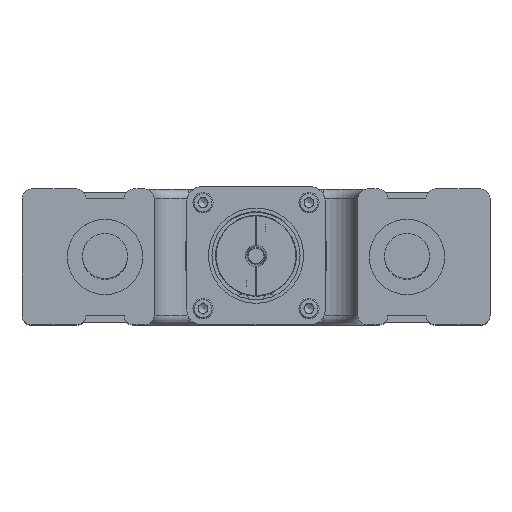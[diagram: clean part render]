
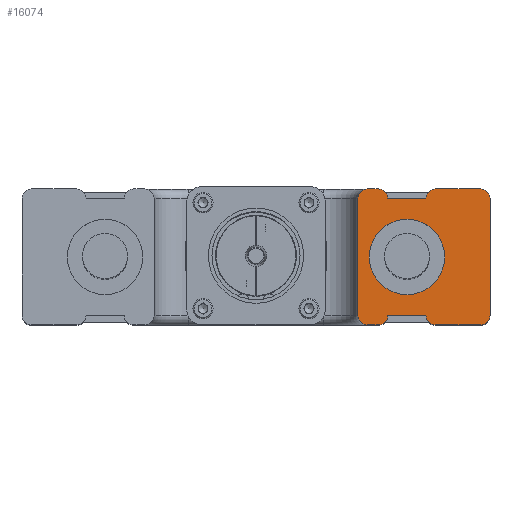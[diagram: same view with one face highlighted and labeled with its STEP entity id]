
A CAD part, top view. The second image highlights one B-rep face of the part: STEP entity #16074.
In plain terms, the highlighted planar face has unit normal (0, 0, 1).
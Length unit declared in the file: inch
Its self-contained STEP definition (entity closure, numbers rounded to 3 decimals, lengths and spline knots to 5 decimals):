
#53 = DIRECTION ( 'NONE',  ( 0., 0., 1. ) ) ;
#253 = AXIS2_PLACEMENT_3D ( 'NONE', #24687, #16576, #4395 ) ;
#273 = DIRECTION ( 'NONE',  ( 0., 0., 1. ) ) ;
#392 = AXIS2_PLACEMENT_3D ( 'NONE', #18228, #53, #8143 ) ;
#626 = CIRCLE ( 'NONE', #14191, 0.62485 ) ;
#644 = CARTESIAN_POINT ( 'NONE',  ( 3.715, -0.965, -8.505 ) ) ;
#722 = CARTESIAN_POINT ( 'NONE',  ( 3.715, 1.125, -8.505 ) ) ;
#795 = ORIENTED_EDGE ( 'NONE', *, *, #7934, .T. ) ;
#1144 = CARTESIAN_POINT ( 'NONE',  ( 2.185, 0.965, -8.505 ) ) ;
#1296 = DIRECTION ( 'NONE',  ( 0., 1., 0. ) ) ;
#1534 = DIRECTION ( 'NONE',  ( -1., 0., 0. ) ) ;
#1549 = VERTEX_POINT ( 'NONE', #19554 ) ;
#1789 = DIRECTION ( 'NONE',  ( 1., 0., 0. ) ) ;
#2456 = VERTEX_POINT ( 'NONE', #18887 ) ;
#2541 = FACE_BOUND ( 'NONE', #4005, .T. ) ;
#2603 = CARTESIAN_POINT ( 'NONE',  ( 2.815, 0.965, -8.505 ) ) ;
#2624 = VERTEX_POINT ( 'NONE', #5745 ) ;
#2823 = DIRECTION ( 'NONE',  ( 1., 0., 0. ) ) ;
#3065 = EDGE_CURVE ( 'NONE', #8379, #23844, #5108, .T. ) ;
#3397 = VERTEX_POINT ( 'NONE', #2603 ) ;
#3510 = ORIENTED_EDGE ( 'NONE', *, *, #21573, .T. ) ;
#3941 = EDGE_CURVE ( 'NONE', #25247, #5325, #6811, .T. ) ;
#4005 = EDGE_LOOP ( 'NONE', ( #11637 ) ) ;
#4053 = CARTESIAN_POINT ( 'NONE',  ( 2.815, -0.965, -8.505 ) ) ;
#4155 = CIRCLE ( 'NONE', #26223, 0.156 ) ;
#4395 = DIRECTION ( 'NONE',  ( -1., 0., 0. ) ) ;
#4592 = LINE ( 'NONE', #18651, #21432 ) ;
#4641 = VECTOR ( 'NONE', #1296, 39.37008 ) ;
#4927 = ORIENTED_EDGE ( 'NONE', *, *, #7566, .T. ) ;
#5108 = CIRCLE ( 'NONE', #5547, 0.16 ) ;
#5209 = ORIENTED_EDGE ( 'NONE', *, *, #3941, .F. ) ;
#5325 = VERTEX_POINT ( 'NONE', #722 ) ;
#5547 = AXIS2_PLACEMENT_3D ( 'NONE', #644, #8602, #10329 ) ;
#5738 = ORIENTED_EDGE ( 'NONE', *, *, #13928, .T. ) ;
#5745 = CARTESIAN_POINT ( 'NONE',  ( 2.185, -0.965, -8.505 ) ) ;
#5973 = CARTESIAN_POINT ( 'NONE',  ( 2.975, -0.965, -8.505 ) ) ;
#6041 = LINE ( 'NONE', #9887, #24079 ) ;
#6196 = ORIENTED_EDGE ( 'NONE', *, *, #11314, .F. ) ;
#6255 = DIRECTION ( 'NONE',  ( -1., 0., 0. ) ) ;
#6339 = CIRCLE ( 'NONE', #392, 0.16 ) ;
#6403 = DIRECTION ( 'NONE',  ( -1., 0., 0. ) ) ;
#6619 = LINE ( 'NONE', #12704, #16397 ) ;
#6631 = EDGE_CURVE ( 'NONE', #12040, #16719, #6619, .T. ) ;
#6811 = LINE ( 'NONE', #25143, #23283 ) ;
#7566 = EDGE_CURVE ( 'NONE', #12040, #19749, #4155, .T. ) ;
#7656 = CARTESIAN_POINT ( 'NONE',  ( 2.5, 0., -8.505 ) ) ;
#7732 = DIRECTION ( 'NONE',  ( -1., 0., 0. ) ) ;
#7884 = CARTESIAN_POINT ( 'NONE',  ( 2.975, 1.125, -8.505 ) ) ;
#7934 = EDGE_CURVE ( 'NONE', #3397, #1549, #11890, .T. ) ;
#8143 = DIRECTION ( 'NONE',  ( -1., 0., 0. ) ) ;
#8379 = VERTEX_POINT ( 'NONE', #17198 ) ;
#8492 = CARTESIAN_POINT ( 'NONE',  ( 2.025, 0.965, -8.505 ) ) ;
#8602 = DIRECTION ( 'NONE',  ( 0., 0., 1. ) ) ;
#9094 = DIRECTION ( 'NONE',  ( 0., 0., 1. ) ) ;
#9186 = EDGE_CURVE ( 'NONE', #2624, #20750, #6041, .T. ) ;
#9243 = DIRECTION ( 'NONE',  ( -1., 0., 0. ) ) ;
#9435 = CIRCLE ( 'NONE', #13641, 0.16 ) ;
#9491 = CIRCLE ( 'NONE', #19674, 0.16 ) ;
#9648 = CARTESIAN_POINT ( 'NONE',  ( 1.6875, -1.125, -8.505 ) ) ;
#9887 = CARTESIAN_POINT ( 'NONE',  ( 2.815, -0.965, -8.505 ) ) ;
#10004 = CIRCLE ( 'NONE', #253, 0.156 ) ;
#10314 = DIRECTION ( 'NONE',  ( -1., 0., 0. ) ) ;
#10329 = DIRECTION ( 'NONE',  ( -1., 0., 0. ) ) ;
#10394 = CARTESIAN_POINT ( 'NONE',  ( 3.12485, 0., -8.505 ) ) ;
#10569 = CARTESIAN_POINT ( 'NONE',  ( 2.025, -1.125, -8.505 ) ) ;
#10695 = VERTEX_POINT ( 'NONE', #10569 ) ;
#11314 = EDGE_CURVE ( 'NONE', #8379, #25337, #24450, .T. ) ;
#11379 = LINE ( 'NONE', #9648, #4641 ) ;
#11484 = DIRECTION ( 'NONE',  ( 0., -1., 0. ) ) ;
#11637 = ORIENTED_EDGE ( 'NONE', *, *, #25033, .F. ) ;
#11708 = CARTESIAN_POINT ( 'NONE',  ( 1.6875, 0.969, -8.505 ) ) ;
#11890 = LINE ( 'NONE', #1144, #19002 ) ;
#11896 = ORIENTED_EDGE ( 'NONE', *, *, #24474, .T. ) ;
#12037 = EDGE_CURVE ( 'NONE', #2456, #13805, #10004, .T. ) ;
#12040 = VERTEX_POINT ( 'NONE', #24550 ) ;
#12066 = DIRECTION ( 'NONE',  ( 0., 0., 1. ) ) ;
#12171 = EDGE_CURVE ( 'NONE', #25934, #23844, #13342, .T. ) ;
#12704 = CARTESIAN_POINT ( 'NONE',  ( 3.875, 1.125, -8.505 ) ) ;
#13315 = EDGE_CURVE ( 'NONE', #2456, #19749, #11379, .T. ) ;
#13342 = LINE ( 'NONE', #19590, #21898 ) ;
#13641 = AXIS2_PLACEMENT_3D ( 'NONE', #5973, #25901, #14056 ) ;
#13805 = VERTEX_POINT ( 'NONE', #19186 ) ;
#13928 = EDGE_CURVE ( 'NONE', #10695, #2624, #6339, .T. ) ;
#14056 = DIRECTION ( 'NONE',  ( -1., 0., 0. ) ) ;
#14191 = AXIS2_PLACEMENT_3D ( 'NONE', #7656, #23716, #15482 ) ;
#14357 = CARTESIAN_POINT ( 'NONE',  ( 2.975, -1.125, -8.505 ) ) ;
#14722 = ORIENTED_EDGE ( 'NONE', *, *, #17168, .T. ) ;
#14737 = CARTESIAN_POINT ( 'NONE',  ( 3.875, -1.125, -8.505 ) ) ;
#14776 = DIRECTION ( 'NONE',  ( -1., 0., 0. ) ) ;
#14835 = CARTESIAN_POINT ( 'NONE',  ( 2.025, 1.125, -8.505 ) ) ;
#14944 = ORIENTED_EDGE ( 'NONE', *, *, #13315, .F. ) ;
#15434 = ORIENTED_EDGE ( 'NONE', *, *, #9186, .T. ) ;
#15482 = DIRECTION ( 'NONE',  ( 1., 0., 0. ) ) ;
#16036 = CARTESIAN_POINT ( 'NONE',  ( 3.875, -0.965, -8.505 ) ) ;
#16074 = ADVANCED_FACE ( 'NONE', ( #2541, #20476 ), #24853, .F. ) ;
#16397 = VECTOR ( 'NONE', #22801, 39.37008 ) ;
#16576 = DIRECTION ( 'NONE',  ( 0., 0., 1. ) ) ;
#16719 = VERTEX_POINT ( 'NONE', #14835 ) ;
#17154 = AXIS2_PLACEMENT_3D ( 'NONE', #25819, #9094, #17177 ) ;
#17168 = EDGE_CURVE ( 'NONE', #25247, #3397, #23828, .T. ) ;
#17177 = DIRECTION ( 'NONE',  ( -1., 0., 0. ) ) ;
#17198 = CARTESIAN_POINT ( 'NONE',  ( 3.715, -1.125, -8.505 ) ) ;
#18228 = CARTESIAN_POINT ( 'NONE',  ( 2.025, -0.965, -8.505 ) ) ;
#18651 = CARTESIAN_POINT ( 'NONE',  ( 3.875, -1.125, -8.505 ) ) ;
#18753 = ORIENTED_EDGE ( 'NONE', *, *, #12037, .T. ) ;
#18867 = CIRCLE ( 'NONE', #17154, 0.16 ) ;
#18887 = CARTESIAN_POINT ( 'NONE',  ( 1.6875, -0.969, -8.505 ) ) ;
#19002 = VECTOR ( 'NONE', #9243, 39.37008 ) ;
#19186 = CARTESIAN_POINT ( 'NONE',  ( 1.8435, -1.125, -8.505 ) ) ;
#19254 = ORIENTED_EDGE ( 'NONE', *, *, #25202, .T. ) ;
#19554 = CARTESIAN_POINT ( 'NONE',  ( 2.185, 0.965, -8.505 ) ) ;
#19590 = CARTESIAN_POINT ( 'NONE',  ( 3.875, 1.125, -8.505 ) ) ;
#19674 = AXIS2_PLACEMENT_3D ( 'NONE', #8492, #273, #6255 ) ;
#19721 = DIRECTION ( 'NONE',  ( 0., 0., 1. ) ) ;
#19749 = VERTEX_POINT ( 'NONE', #11708 ) ;
#20050 = AXIS2_PLACEMENT_3D ( 'NONE', #25837, #19721, #1534 ) ;
#20476 = FACE_OUTER_BOUND ( 'NONE', #25440, .T. ) ;
#20495 = VERTEX_POINT ( 'NONE', #10394 ) ;
#20750 = VERTEX_POINT ( 'NONE', #4053 ) ;
#20896 = AXIS2_PLACEMENT_3D ( 'NONE', #14737, #24449, #6403 ) ;
#21432 = VECTOR ( 'NONE', #14776, 39.37008 ) ;
#21573 = EDGE_CURVE ( 'NONE', #20750, #25337, #9435, .T. ) ;
#21680 = ORIENTED_EDGE ( 'NONE', *, *, #3065, .T. ) ;
#21898 = VECTOR ( 'NONE', #11484, 39.37008 ) ;
#22211 = CARTESIAN_POINT ( 'NONE',  ( 3.875, -1.125, -8.505 ) ) ;
#22303 = VECTOR ( 'NONE', #7732, 39.37008 ) ;
#22801 = DIRECTION ( 'NONE',  ( 1., 0., 0. ) ) ;
#23122 = ORIENTED_EDGE ( 'NONE', *, *, #25680, .F. ) ;
#23283 = VECTOR ( 'NONE', #2823, 39.37008 ) ;
#23716 = DIRECTION ( 'NONE',  ( 0., 0., 1. ) ) ;
#23759 = ORIENTED_EDGE ( 'NONE', *, *, #12171, .F. ) ;
#23828 = CIRCLE ( 'NONE', #20050, 0.16 ) ;
#23844 = VERTEX_POINT ( 'NONE', #16036 ) ;
#23950 = CARTESIAN_POINT ( 'NONE',  ( 3.875, 0.965, -8.505 ) ) ;
#24079 = VECTOR ( 'NONE', #1789, 39.37008 ) ;
#24268 = CARTESIAN_POINT ( 'NONE',  ( 1.8435, 0.969, -8.505 ) ) ;
#24449 = DIRECTION ( 'NONE',  ( 0., 0., -1. ) ) ;
#24450 = LINE ( 'NONE', #22211, #22303 ) ;
#24474 = EDGE_CURVE ( 'NONE', #1549, #16719, #9491, .T. ) ;
#24550 = CARTESIAN_POINT ( 'NONE',  ( 1.8435, 1.125, -8.505 ) ) ;
#24687 = CARTESIAN_POINT ( 'NONE',  ( 1.8435, -0.969, -8.505 ) ) ;
#24853 = PLANE ( 'NONE',  #20896 ) ;
#25033 = EDGE_CURVE ( 'NONE', #20495, #20495, #626, .T. ) ;
#25143 = CARTESIAN_POINT ( 'NONE',  ( 3.875, 1.125, -8.505 ) ) ;
#25202 = EDGE_CURVE ( 'NONE', #25934, #5325, #18867, .T. ) ;
#25247 = VERTEX_POINT ( 'NONE', #7884 ) ;
#25337 = VERTEX_POINT ( 'NONE', #14357 ) ;
#25440 = EDGE_LOOP ( 'NONE', ( #25697, #4927, #14944, #18753, #23122, #5738, #15434, #3510, #6196, #21680, #23759, #19254, #5209, #14722, #795, #11896 ) ) ;
#25680 = EDGE_CURVE ( 'NONE', #10695, #13805, #4592, .T. ) ;
#25697 = ORIENTED_EDGE ( 'NONE', *, *, #6631, .F. ) ;
#25819 = CARTESIAN_POINT ( 'NONE',  ( 3.715, 0.965, -8.505 ) ) ;
#25837 = CARTESIAN_POINT ( 'NONE',  ( 2.975, 0.965, -8.505 ) ) ;
#25901 = DIRECTION ( 'NONE',  ( 0., 0., 1. ) ) ;
#25934 = VERTEX_POINT ( 'NONE', #23950 ) ;
#26223 = AXIS2_PLACEMENT_3D ( 'NONE', #24268, #12066, #10314 ) ;
